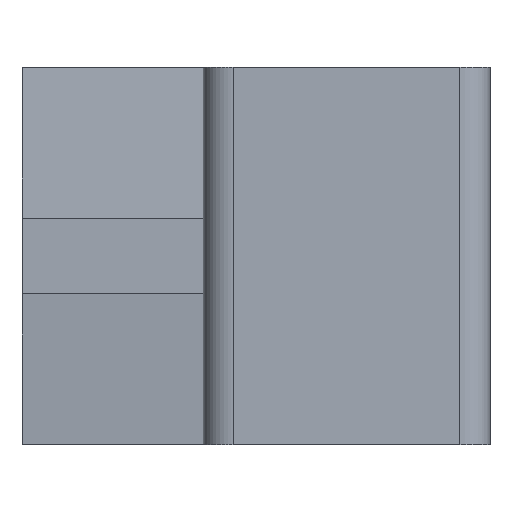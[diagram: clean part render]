
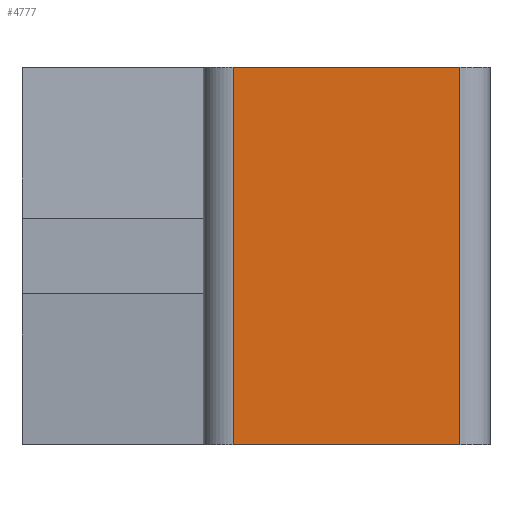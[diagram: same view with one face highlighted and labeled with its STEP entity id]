
A CAD part, left-side view. The second image highlights one B-rep face of the part: STEP entity #4777.
In plain terms, the highlighted free-form (B-spline) face has degree [1, 1] with [2, 2] control points.
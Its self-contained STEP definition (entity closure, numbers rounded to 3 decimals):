
#3523=CARTESIAN_POINT('',(-13.,-5.1,-12.5));
#3524=VERTEX_POINT('',#3523);
#3538=CARTESIAN_POINT('',(-13.,9.9,-12.5));
#3539=VERTEX_POINT('',#3538);
#3540=CARTESIAN_POINT('',(-13.,-5.1,-12.5));
#3541=CARTESIAN_POINT('',(-13.,9.9,-12.5));
#3542=QUASI_UNIFORM_CURVE('',1,(#3540,#3541),.UNSPECIFIED.,.F.,.U.);
#3543=EDGE_CURVE('',#3524,#3539,#3542,.T.);
#4047=CARTESIAN_POINT('',(-13.,9.9,12.5));
#4048=VERTEX_POINT('',#4047);
#4062=CARTESIAN_POINT('',(-13.,-5.1,12.5));
#4063=VERTEX_POINT('',#4062);
#4064=CARTESIAN_POINT('',(-13.,-5.1,12.5));
#4065=CARTESIAN_POINT('',(-13.,9.9,12.5));
#4066=QUASI_UNIFORM_CURVE('',1,(#4064,#4065),.UNSPECIFIED.,.F.,.U.);
#4067=EDGE_CURVE('',#4063,#4048,#4066,.T.);
#4752=CARTESIAN_POINT('',(-13.,9.9,12.5));
#4753=CARTESIAN_POINT('',(-13.,9.9,-12.5));
#4754=QUASI_UNIFORM_CURVE('',1,(#4752,#4753),.UNSPECIFIED.,.F.,.U.);
#4755=EDGE_CURVE('',#4048,#3539,#4754,.T.);
#4762=CARTESIAN_POINT('',(-13.,-5.849,-13.749));
#4763=CARTESIAN_POINT('',(-13.,-5.849,13.749));
#4764=CARTESIAN_POINT('',(-13.,10.649,-13.749));
#4765=CARTESIAN_POINT('',(-13.,10.649,13.749));
#4766=B_SPLINE_SURFACE_WITH_KNOTS('',1,1,((#4762,#4764),(#4763,#4765)),.UNSPECIFIED.,.F.,.F.,.U.,(2,2),(2,2),(0.0,27.498),(0.0,16.499),.UNSPECIFIED.);
#4767=ORIENTED_EDGE('',*,*,#3543,.F.);
#4768=CARTESIAN_POINT('',(-13.,-5.1,12.5));
#4769=CARTESIAN_POINT('',(-13.,-5.1,-12.5));
#4770=QUASI_UNIFORM_CURVE('',1,(#4768,#4769),.UNSPECIFIED.,.F.,.U.);
#4771=EDGE_CURVE('',#4063,#3524,#4770,.T.);
#4772=ORIENTED_EDGE('',*,*,#4771,.F.);
#4773=ORIENTED_EDGE('',*,*,#4067,.T.);
#4774=ORIENTED_EDGE('',*,*,#4755,.T.);
#4775=EDGE_LOOP('',(#4767,#4772,#4773,#4774));
#4776=FACE_OUTER_BOUND('',#4775,.T.);
#4777=ADVANCED_FACE('',(#4776),#4766,.T.);
